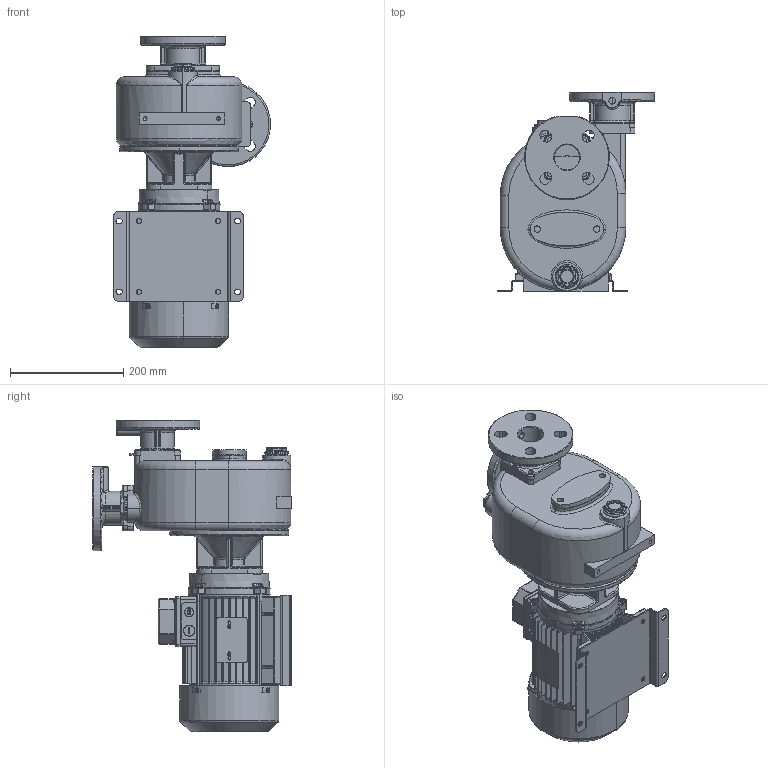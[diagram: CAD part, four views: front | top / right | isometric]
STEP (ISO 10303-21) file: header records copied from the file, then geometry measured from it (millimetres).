
FILE_DESCRIPTION((''),'2;1');
FILE_NAME('S_45_T_F','2019-08-08T11:39:40',('Nicola'),(''),'CREO PARAMETRIC BY PTC INC, 2017110','CREO PARAMETRIC BY PTC INC, 2017110','');
FILE_SCHEMA(('CONFIG_CONTROL_DESIGN'));
Products named in the file (1): S_45_T_F
Bounding box: 278.04 x 352 x 552 mm (x, y, z)
Volume: 12678771.4 mm3; surface area: 974206.5 mm2
Topology: 7 solids, 7 shells, 4441 faces, 11673 edges, 7162 vertices
Faces by surface type: cylinder 1627, plane 1471, bspline 423, torus 405, cone 278, sphere 161, extrusion 76
Entity records: 201316 total; most frequent: CARTESIAN_POINT 95258, ORIENTED_EDGE 22980, DIRECTION 21322, EDGE_CURVE 11490, AXIS2_PLACEMENT_3D 8124, VERTEX_POINT 7162, VECTOR 5074, LINE 4998
